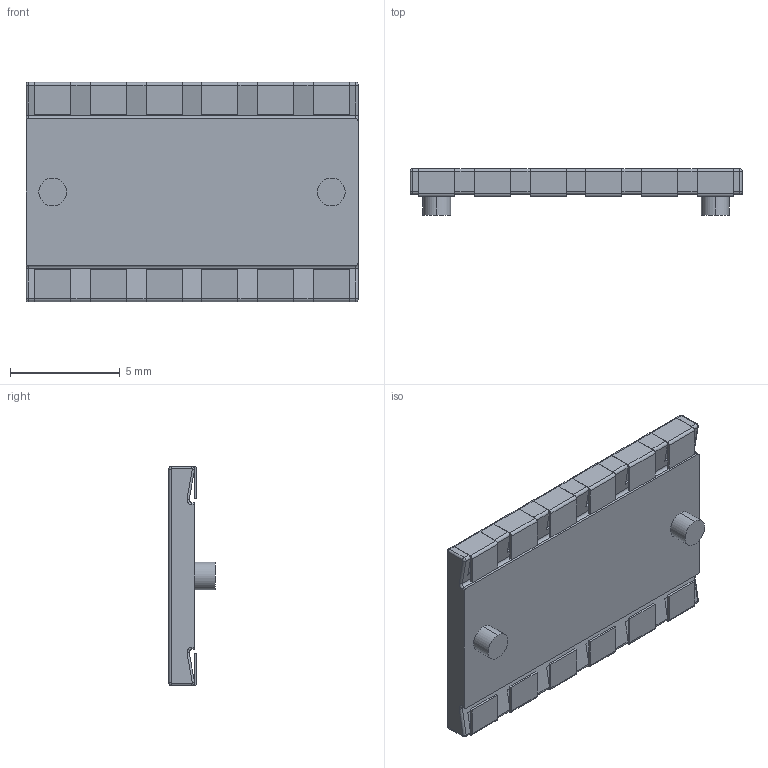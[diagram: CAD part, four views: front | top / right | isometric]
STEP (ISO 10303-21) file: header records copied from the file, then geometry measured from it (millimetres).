
FILE_DESCRIPTION (( 'STEP AP214' ), '1' );
FILE_NAME ('70AAJ-6-F1G.STEP', '2022-05-27T03:31:51', ( '' ), ( '' ), 'SwSTEP 2.0', 'SolidWorks 2017', '' );
FILE_SCHEMA (( 'AUTOMOTIVE_DESIGN' ));
Length unit declared in the file: millimetre
Products named in the file (1): 70AAJ-6-F1G
Bounding box: 15.14 x 2.11 x 10 mm (x, y, z)
Volume: 174 mm3; surface area: 697.6 mm2
Topology: 7 solids, 7 shells, 300 faces, 828 edges, 544 vertices
Faces by surface type: plane 168, cylinder 120, torus 12
Entity records: 9660 total; most frequent: DIRECTION 1682, CARTESIAN_POINT 1673, ORIENTED_EDGE 1656, EDGE_CURVE 828, LINE 576, VECTOR 576, AXIS2_PLACEMENT_3D 553, VERTEX_POINT 544
